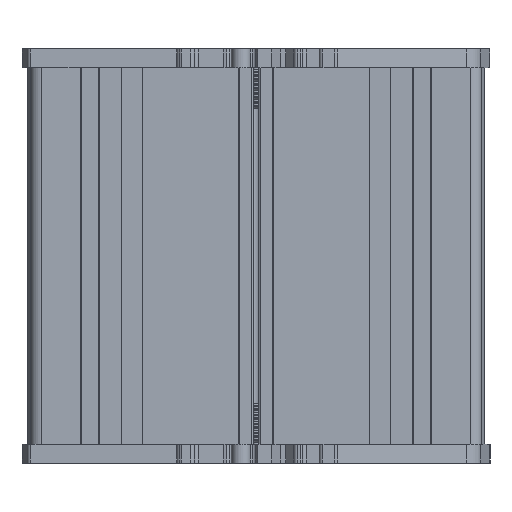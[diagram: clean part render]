
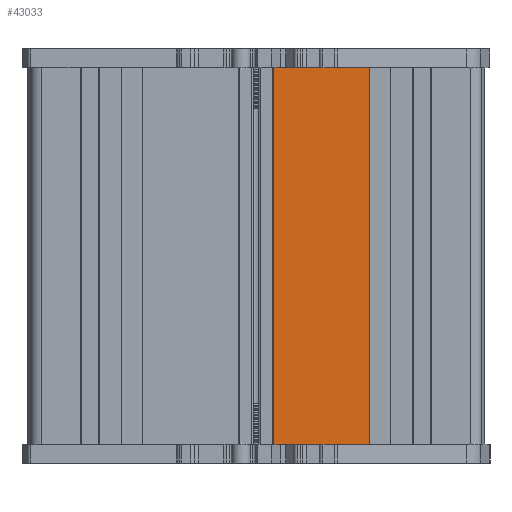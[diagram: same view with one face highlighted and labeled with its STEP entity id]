
A CAD part, front view. The second image highlights one B-rep face of the part: STEP entity #43033.
In plain terms, the highlighted planar face has unit normal (0, -1, 0).
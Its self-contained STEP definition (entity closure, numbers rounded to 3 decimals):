
#1811=LINE('',#62298,#6237);
#2007=LINE('',#62857,#6433);
#2008=LINE('',#62860,#6434);
#2009=LINE('',#62861,#6435);
#6237=VECTOR('',#49626,27.2);
#6433=VECTOR('',#50184,105.);
#6434=VECTOR('',#50187,27.2);
#6435=VECTOR('',#50188,105.);
#10663=PLANE('',#45604);
#12869=FACE_OUTER_BOUND('',#15301,.T.);
#15301=EDGE_LOOP('',(#30632,#30633,#30634,#30635));
#19856=VERTEX_POINT('',#62295);
#19857=VERTEX_POINT('',#62297);
#20039=VERTEX_POINT('',#62855);
#20040=VERTEX_POINT('',#62859);
#24048=EDGE_CURVE('',#19856,#19857,#1811,.T.);
#24328=EDGE_CURVE('',#20039,#19856,#2007,.T.);
#24329=EDGE_CURVE('',#20040,#20039,#2008,.T.);
#24330=EDGE_CURVE('',#20040,#19857,#2009,.T.);
#30632=ORIENTED_EDGE('',*,*,#24328,.F.);
#30633=ORIENTED_EDGE('',*,*,#24329,.F.);
#30634=ORIENTED_EDGE('',*,*,#24330,.T.);
#30635=ORIENTED_EDGE('',*,*,#24048,.F.);
#43033=ADVANCED_FACE('',(#12869),#10663,.T.);
#45604=AXIS2_PLACEMENT_3D('',#62858,#50185,#50186);
#49626=DIRECTION('',(-1.,0.,0.));
#50184=DIRECTION('',(0.,0.,-1.));
#50185=DIRECTION('center_axis',(0.,-1.,0.));
#50186=DIRECTION('ref_axis',(1.,0.,0.));
#50187=DIRECTION('',(1.,0.,0.));
#50188=DIRECTION('',(0.,0.,-1.));
#62295=CARTESIAN_POINT('',(30.5,0.8,-52.5));
#62297=CARTESIAN_POINT('',(3.3,0.8,-52.5));
#62298=CARTESIAN_POINT('',(30.5,0.8,-52.5));
#62855=CARTESIAN_POINT('',(30.5,0.8,52.5));
#62857=CARTESIAN_POINT('',(30.5,0.8,0.));
#62858=CARTESIAN_POINT('Origin',(3.3,0.8,0.));
#62859=CARTESIAN_POINT('',(3.3,0.8,52.5));
#62860=CARTESIAN_POINT('',(30.5,0.8,52.5));
#62861=CARTESIAN_POINT('',(3.3,0.8,0.));
